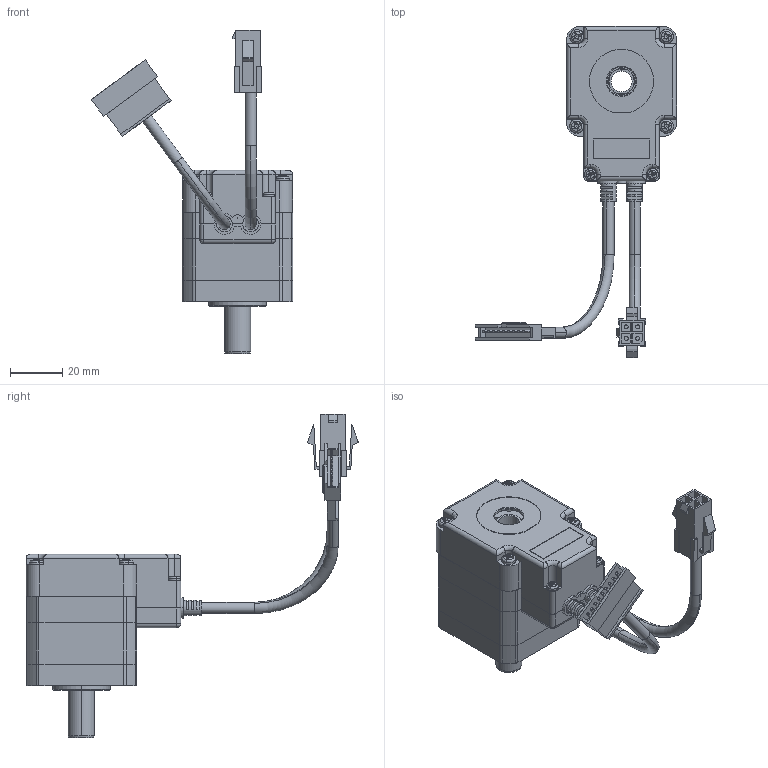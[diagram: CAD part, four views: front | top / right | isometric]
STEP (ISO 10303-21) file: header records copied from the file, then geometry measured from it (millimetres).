
FILE_DESCRIPTION (( 'STEP AP203' ), '1' );
FILE_NAME ('P74-MO-042-01-R00.STEP', '2019-02-07T05:10:08', ( '' ), ( '' ), 'SwSTEP 2.0', 'SolidWorks 2013', '' );
FILE_SCHEMA (( 'CONFIG_CONTROL_DESIGN' ));
Length unit declared in the file: millimetre
Products named in the file (23): 17H2035_X2_8F6C5B50603B6210_X0_; 12-007_X2_62A47EBF5957_X0_; 02-019_X2_FF08535553E0539A5B9A5B5094C182AFFF09_X0_; M11-EP-042-03-R00_1; 07-004_X2_78C194A2_X0_; 12-018-1_X2_FF08_X0_17H2034_X2_9AA867B6FF09_X0_; pan cross head_ks_KS 1023 PC- M2.6 x 14-N; 15-001-028(17H2035_X2_6F0653057EBFFF09_X0_; pan cross head_ks_KS 1023 PC- M3 x 12-N; 02-020-2_X2_FF08_X0_1A_X2_FF0C535553E0539A5B9A5B507EC44EF6FF09_X0_; 42陝 賅攪瞪錳摹_ル遽; 06-008_X2_98847D27_X0_; 42阿 浚内歹 纳捞喉急_钎霖; 07-010_X2_8F74627F_X0_; M1A-EC-042-02-R00_ル遽; 03-016_X2_FF08_X0_17H2035_X2_76F47EBF7535673A8F6C5B5094C182AF_X0_ _X2_FF09_X0_; 11-005_X2_FF08_X0_M3X29_X2_5E735934FF09_X0_; 01-008_X2_524D76D6_X0_; M74-EC-042-01-R00_ル遽; 04-415-1; 10-003_X2_FF088C03657457ABFF09_X0_; 01-009_X2_540E76D6_X0_; P74-MO-042-01-R00
Assembly tree (32 placements, depth 3):
  P74-MO-042-01-R00
    01-008_X2_524D76D6_X0_
    01-009_X2_540E76D6_X0_
    02-020-2_X2_FF08_X0_1A_X2_FF0C535553E0539A5B9A5B507EC44EF6FF09_X0_
      02-019_X2_FF08535553E0539A5B9A5B5094C182AFFF09_X0_
      12-018-1_X2_FF08_X0_17H2034_X2_9AA867B6FF09_X0_  x2
      15-001-028(17H2035_X2_6F0653057EBFFF09_X0_
    06-008_X2_98847D27_X0_
    07-010_X2_8F74627F_X0_  x2
    11-005_X2_FF08_X0_M3X29_X2_5E735934FF09_X0_  x4
    10-003_X2_FF088C03657457ABFF09_X0_
    12-007_X2_62A47EBF5957_X0_
    17H2035_X2_8F6C5B50603B6210_X0_
      07-004_X2_78C194A2_X0_
      03-016_X2_FF08_X0_17H2035_X2_76F47EBF7535673A8F6C5B5094C182AF_X0_ _X2_FF09_X0_  x2
      04-415-1
    M11-EP-042-03-R00_1
    pan cross head_ks_KS 1023 PC- M2.6 x 14-N  x2
    pan cross head_ks_KS 1023 PC- M3 x 12-N  x4
    42陝 賅攪瞪錳摹_ル遽
    42阿 浚内歹 纳捞喉急_钎霖
    M1A-EC-042-02-R00_ル遽
    M74-EC-042-01-R00_ル遽
Bounding box: 76.96 x 126.71 x 123.6 mm (x, y, z)
Volume: 60889.1 mm3; surface area: 74731.4 mm2
Topology: 46 solids, 134 shells, 2707 faces, 7643 edges, 5110 vertices
Faces by surface type: plane 1338, cylinder 1136, cone 147, torus 46, bspline 38, sphere 2
Entity records: 64101 total; most frequent: CARTESIAN_POINT 14113, DIRECTION 10378, ORIENTED_EDGE 9740, EDGE_CURVE 4922, AXIS2_PLACEMENT_3D 3747, VERTEX_POINT 3234, LINE 2884, VECTOR 2884
